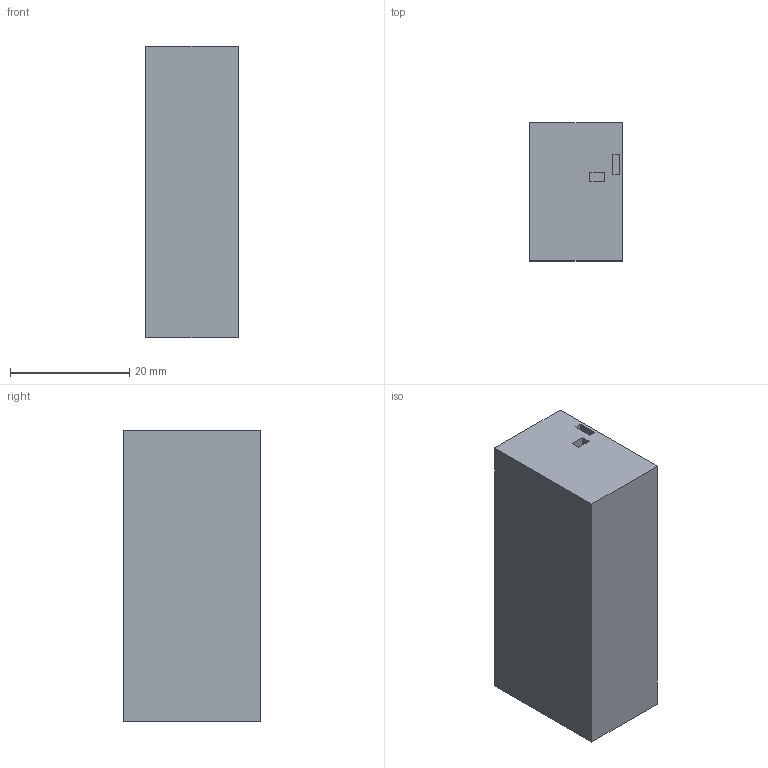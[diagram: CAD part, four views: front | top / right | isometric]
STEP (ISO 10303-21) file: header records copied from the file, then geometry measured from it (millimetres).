
FILE_DESCRIPTION(('Open CASCADE Model'),'2;1');
FILE_NAME('Open CASCADE Shape Model','2025-09-20T18:32:00',('Author'),( 'Open CASCADE'),'Open CASCADE STEP processor 7.5','Open CASCADE 7.5' ,'Unknown');
FILE_SCHEMA(('AUTOMOTIVE_DESIGN { 1 0 10303 214 1 1 1 1 }'));
Length unit declared in the file: millimetre
Products named in the file (1): Open CASCADE STEP translator 7.5 1
Bounding box: 15.55 x 23.04 x 48.77 mm (x, y, z)
Volume: 17324.4 mm3; surface area: 4735.7 mm2
Topology: 1 solids, 1 shells, 26 faces, 60 edges, 40 vertices
Faces by surface type: plane 26
Entity records: 1474 total; most frequent: CARTESIAN_POINT 287, DIRECTION 194, LINE 140, VECTOR 140, ORIENTED_EDGE 120, PCURVE 120, DEFINITIONAL_REPRESENTATION 120, EDGE_CURVE 60
